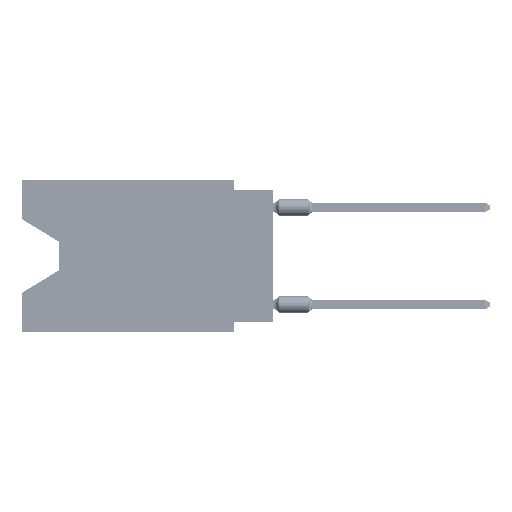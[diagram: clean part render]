
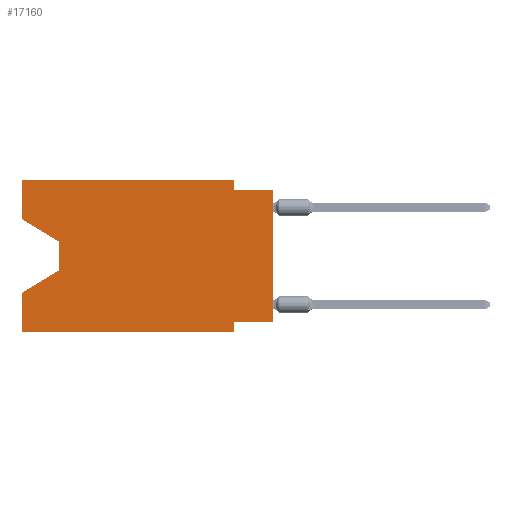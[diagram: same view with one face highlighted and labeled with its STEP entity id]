
A CAD part, left-side view. The second image highlights one B-rep face of the part: STEP entity #17160.
In plain terms, the highlighted planar face has unit normal (-1, 0, 0).
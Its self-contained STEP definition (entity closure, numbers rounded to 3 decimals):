
#34 = ORIENTED_EDGE ( 'NONE', *, *, #58862, .T. ) ;
#834 = VERTEX_POINT ( 'NONE', #24748 ) ;
#2119 = LINE ( 'NONE', #49935, #52913 ) ;
#4799 = CARTESIAN_POINT ( 'NONE',  ( 0., 16.383, -2.546 ) ) ;
#6311 = LINE ( 'NONE', #35722, #20906 ) ;
#6598 = EDGE_CURVE ( 'NONE', #47942, #76312, #50354, .T. ) ;
#8128 = CARTESIAN_POINT ( 'NONE',  ( 0., 16.383, -9.906 ) ) ;
#8630 = EDGE_CURVE ( 'NONE', #31515, #76312, #31385, .T. ) ;
#8900 = DIRECTION ( 'NONE',  ( 0., 0., -1. ) ) ;
#9275 = ORIENTED_EDGE ( 'NONE', *, *, #54603, .T. ) ;
#11713 = ORIENTED_EDGE ( 'NONE', *, *, #13098, .F. ) ;
#12927 = VECTOR ( 'NONE', #48611, 1000. ) ;
#12974 = DIRECTION ( 'NONE',  ( 0., 0., 1. ) ) ;
#13098 = EDGE_CURVE ( 'NONE', #834, #18306, #31666, .T. ) ;
#13145 = VECTOR ( 'NONE', #21275, 1000. ) ;
#14678 = FACE_OUTER_BOUND ( 'NONE', #20038, .T. ) ;
#14792 = DIRECTION ( 'NONE',  ( 0., -1., 0. ) ) ;
#15021 = CARTESIAN_POINT ( 'NONE',  ( 0., 16.383, -7.36 ) ) ;
#15078 = CARTESIAN_POINT ( 'NONE',  ( 0., 16.383, -9.906 ) ) ;
#16005 = ORIENTED_EDGE ( 'NONE', *, *, #41353, .F. ) ;
#16071 = CARTESIAN_POINT ( 'NONE',  ( 0., 0., 0. ) ) ;
#16139 = AXIS2_PLACEMENT_3D ( 'NONE', #37421, #61294, #44078 ) ;
#17160 = ADVANCED_FACE ( 'NONE', ( #14678 ), #50320, .F. ) ;
#17240 = ORIENTED_EDGE ( 'NONE', *, *, #70000, .F. ) ;
#17621 = ORIENTED_EDGE ( 'NONE', *, *, #52287, .F. ) ;
#18306 = VERTEX_POINT ( 'NONE', #52454 ) ;
#18841 = CARTESIAN_POINT ( 'NONE',  ( 0., 13.97, -5.893 ) ) ;
#18957 = CARTESIAN_POINT ( 'NONE',  ( 0., 0., -9.271 ) ) ;
#19649 = ORIENTED_EDGE ( 'NONE', *, *, #31398, .T. ) ;
#19916 = LINE ( 'NONE', #8128, #69487 ) ;
#20038 = EDGE_LOOP ( 'NONE', ( #19649, #48487, #43959, #39885, #9275, #11713, #17240, #34, #17621, #73699, #16005, #70875 ) ) ;
#20490 = CARTESIAN_POINT ( 'NONE',  ( 0., 0., -0.635 ) ) ;
#20703 = EDGE_CURVE ( 'NONE', #68645, #27478, #21123, .T. ) ;
#20906 = VECTOR ( 'NONE', #12974, 1000. ) ;
#21123 = LINE ( 'NONE', #36913, #68994 ) ;
#21275 = DIRECTION ( 'NONE',  ( 0., -1., 0. ) ) ;
#22558 = VERTEX_POINT ( 'NONE', #26631 ) ;
#22715 = LINE ( 'NONE', #16071, #33679 ) ;
#24389 = DIRECTION ( 'NONE',  ( 0., 0., -1. ) ) ;
#24657 = CARTESIAN_POINT ( 'NONE',  ( 0., 16.383, 0. ) ) ;
#24748 = CARTESIAN_POINT ( 'NONE',  ( 0., 2.54, -9.271 ) ) ;
#24849 = LINE ( 'NONE', #18957, #33381 ) ;
#26183 = CARTESIAN_POINT ( 'NONE',  ( 0., 2.54, -9.906 ) ) ;
#26480 = DIRECTION ( 'NONE',  ( 0., 0., 1. ) ) ;
#26631 = CARTESIAN_POINT ( 'NONE',  ( 0., 13.97, -4.013 ) ) ;
#26658 = VECTOR ( 'NONE', #26480, 1000. ) ;
#27459 = DIRECTION ( 'NONE',  ( 0., 0., -1. ) ) ;
#27478 = VERTEX_POINT ( 'NONE', #61749 ) ;
#30964 = CARTESIAN_POINT ( 'NONE',  ( 0., 2.54, 0. ) ) ;
#31385 = LINE ( 'NONE', #18841, #12927 ) ;
#31398 = EDGE_CURVE ( 'NONE', #41656, #22558, #46206, .T. ) ;
#31515 = VERTEX_POINT ( 'NONE', #65722 ) ;
#31666 = LINE ( 'NONE', #26183, #34578 ) ;
#33381 = VECTOR ( 'NONE', #47559, 1000. ) ;
#33679 = VECTOR ( 'NONE', #52852, 1000. ) ;
#34578 = VECTOR ( 'NONE', #8900, 1000. ) ;
#35722 = CARTESIAN_POINT ( 'NONE',  ( 0., 16.383, 0. ) ) ;
#36913 = CARTESIAN_POINT ( 'NONE',  ( 0., 2.54, 0. ) ) ;
#37421 = CARTESIAN_POINT ( 'NONE',  ( 0., 16.383, 0. ) ) ;
#37550 = VERTEX_POINT ( 'NONE', #39008 ) ;
#39008 = CARTESIAN_POINT ( 'NONE',  ( 0., 0., -0.635 ) ) ;
#39885 = ORIENTED_EDGE ( 'NONE', *, *, #6598, .F. ) ;
#39974 = LINE ( 'NONE', #46241, #47541 ) ;
#40693 = CARTESIAN_POINT ( 'NONE',  ( 0., 16.383, -2.546 ) ) ;
#41353 = EDGE_CURVE ( 'NONE', #62270, #68645, #2119, .T. ) ;
#41462 = DIRECTION ( 'NONE',  ( 0., -0.855, -0.519 ) ) ;
#41656 = VERTEX_POINT ( 'NONE', #4799 ) ;
#43959 = ORIENTED_EDGE ( 'NONE', *, *, #8630, .T. ) ;
#44078 = DIRECTION ( 'NONE',  ( 0., 0., -1. ) ) ;
#46206 = LINE ( 'NONE', #40693, #64352 ) ;
#46241 = CARTESIAN_POINT ( 'NONE',  ( 0., 13.97, -4.013 ) ) ;
#47541 = VECTOR ( 'NONE', #27459, 1000. ) ;
#47559 = DIRECTION ( 'NONE',  ( 0., 1., 0. ) ) ;
#47739 = VERTEX_POINT ( 'NONE', #53880 ) ;
#47942 = VERTEX_POINT ( 'NONE', #15078 ) ;
#48487 = ORIENTED_EDGE ( 'NONE', *, *, #75704, .T. ) ;
#48611 = DIRECTION ( 'NONE',  ( 0., 0.855, -0.519 ) ) ;
#49935 = CARTESIAN_POINT ( 'NONE',  ( 0., 16.383, 0. ) ) ;
#50320 = PLANE ( 'NONE',  #16139 ) ;
#50354 = LINE ( 'NONE', #24657, #26658 ) ;
#52287 = EDGE_CURVE ( 'NONE', #27478, #37550, #61603, .T. ) ;
#52454 = CARTESIAN_POINT ( 'NONE',  ( 0., 2.54, -9.906 ) ) ;
#52852 = DIRECTION ( 'NONE',  ( 0., 0., 1. ) ) ;
#52913 = VECTOR ( 'NONE', #60888, 1000. ) ;
#53366 = CARTESIAN_POINT ( 'NONE',  ( 0., 16.383, 0. ) ) ;
#53880 = CARTESIAN_POINT ( 'NONE',  ( 0., 0., -9.271 ) ) ;
#54603 = EDGE_CURVE ( 'NONE', #47942, #18306, #19916, .T. ) ;
#58862 = EDGE_CURVE ( 'NONE', #47739, #37550, #22715, .T. ) ;
#60888 = DIRECTION ( 'NONE',  ( 0., -1., 0. ) ) ;
#61294 = DIRECTION ( 'NONE',  ( 1., 0., 0. ) ) ;
#61603 = LINE ( 'NONE', #20490, #13145 ) ;
#61749 = CARTESIAN_POINT ( 'NONE',  ( 0., 2.54, -0.635 ) ) ;
#62270 = VERTEX_POINT ( 'NONE', #53366 ) ;
#64352 = VECTOR ( 'NONE', #41462, 1000. ) ;
#65722 = CARTESIAN_POINT ( 'NONE',  ( 0., 13.97, -5.893 ) ) ;
#68645 = VERTEX_POINT ( 'NONE', #30964 ) ;
#68994 = VECTOR ( 'NONE', #24389, 1000. ) ;
#69487 = VECTOR ( 'NONE', #14792, 1000. ) ;
#70000 = EDGE_CURVE ( 'NONE', #47739, #834, #24849, .T. ) ;
#70421 = EDGE_CURVE ( 'NONE', #41656, #62270, #6311, .T. ) ;
#70875 = ORIENTED_EDGE ( 'NONE', *, *, #70421, .F. ) ;
#73699 = ORIENTED_EDGE ( 'NONE', *, *, #20703, .F. ) ;
#75704 = EDGE_CURVE ( 'NONE', #22558, #31515, #39974, .T. ) ;
#76312 = VERTEX_POINT ( 'NONE', #15021 ) ;
